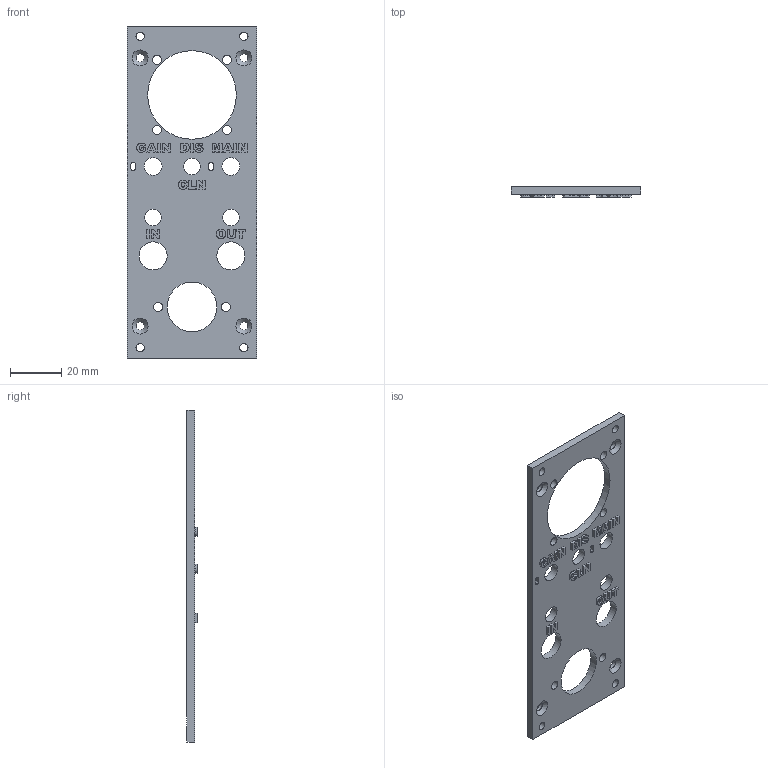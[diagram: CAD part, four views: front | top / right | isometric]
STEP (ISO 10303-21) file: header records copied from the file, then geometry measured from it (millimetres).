
FILE_DESCRIPTION(/* description */ (''),/* implementation_level */ '2;1');
FILE_NAME(/* name */ 'PreampPanel.step',/* time_stamp */ '2023-02-17T22:34:07-05:00',/* author */ (''),/* organization */ (''),/* preprocessor_version */ 'ST-DEVELOPER v19.2',/* originating_system */ 'Autodesk Translation Framework v11.17.0.187',/* authorisation */ '');
FILE_SCHEMA (('AUTOMOTIVE_DESIGN { 1 0 10303 214 3 1 1 }'));
Length unit declared in the file: millimetre
Products named in the file (2): 10HPTemplate; PreampPanel
Assembly tree (1 placements, depth 2):
  10HPTemplate
    PreampPanel
Bounding box: 50.8 x 4 x 130 mm (x, y, z)
Volume: 14652.1 mm3; surface area: 12618.1 mm2
Topology: 1 solids, 1 shells, 308 faces, 845 edges, 562 vertices
Faces by surface type: plane 164, bspline 109, cylinder 31, cone 4
Full cylindrical faces by diameter (mm): 3.25 x8, 3.5 x6, 6.5 x3, 7 x2, 11 x2, 19.5 x1, 34.7 x1
Entity records: 10855 total; most frequent: CARTESIAN_POINT 3571, ORIENTED_EDGE 1690, DIRECTION 1097, EDGE_CURVE 845, VERTEX_POINT 562, LINE 561, VECTOR 561, EDGE_LOOP 381
